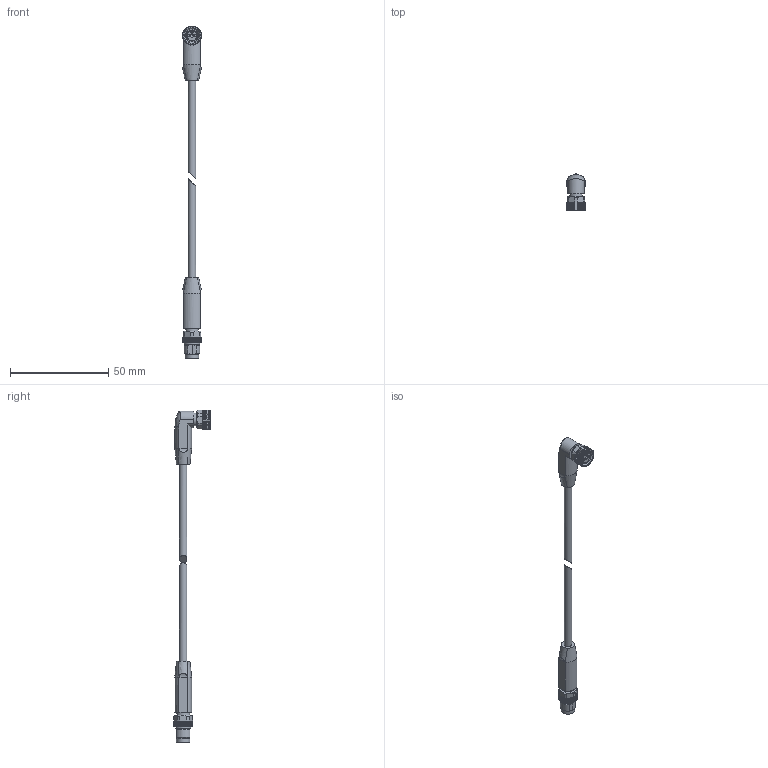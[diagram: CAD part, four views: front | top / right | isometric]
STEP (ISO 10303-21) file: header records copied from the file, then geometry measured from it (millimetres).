
FILE_DESCRIPTION(/* description */ ('STEP AP214'),/* implementation_level */ '2;1');
FILE_NAME(/* name */ '8078300_NEBA-M8W3-U-2_5-N-M8G3',/* time_stamp */ '2024-09-11T22:18:39+02:00',/* author */ ('License CC BY-ND 4.0'),/* organization */ ('CADENAS'),/* preprocessor_version */ 'ST-DEVELOPER v19.3',/* originating_system */ 'PARTsolutions',/* authorisation */ ' ');
FILE_SCHEMA (('AUTOMOTIVE_DESIGN {1 0 10303 214 3 1 1}'));
Length unit declared in the file: millimetre
Products named in the file (3): 8078300 NEBA-M8W3-U-2.5-N-M8G3---(11400p); 8159581 NEBA-M8W3---(13400); 8159595 NEBA-M8G3---(1400P)
Assembly tree (2 placements, depth 2):
  8078300 NEBA-M8W3-U-2.5-N-M8G3---(11400p)
    8159581 NEBA-M8W3---(13400)
    8159595 NEBA-M8G3---(1400P)
Bounding box: 9.9 x 18.8 x 168.61 mm (x, y, z)
Volume: 5281.5 mm3; surface area: 4077.1 mm2
Topology: 2 solids, 2 shells, 376 faces, 1016 edges, 661 vertices
Faces by surface type: plane 197, cylinder 154, cone 9, bspline 8, torus 4, sphere 4
Full cylindrical faces by diameter (mm): 1 x6, 1.075 x3, 3.8 x2, 5.67 x1, 5.775 x1, 6.4 x2, 6.86 x1, 6.917 x1, 7.84 x1
Entity records: 14503 total; most frequent: CARTESIAN_POINT 2636, ORIENTED_EDGE 1950, DIRECTION 1844, EDGE_CURVE 975, AXIS2_PLACEMENT_3D 659, VERTEX_POINT 648, LINE 526, VECTOR 526
